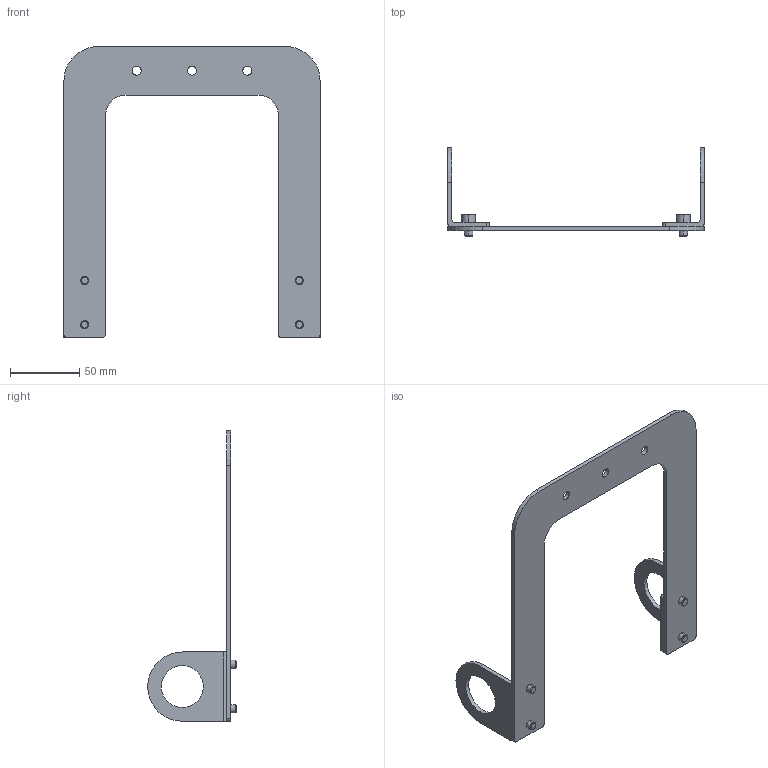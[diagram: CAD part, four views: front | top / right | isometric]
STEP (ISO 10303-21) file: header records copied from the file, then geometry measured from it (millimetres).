
FILE_DESCRIPTION((''),'2;1');
FILE_NAME('ZSB_SW0001','2012-03-29T',('dhelisch'),(''),'PRO/ENGINEER BY PARAMETRIC TECHNOLOGY CORPORATION, 2007250','PRO/ENGINEER BY PARAMETRIC TECHNOLOGY CORPORATION, 2007250','');
FILE_SCHEMA(('CONFIG_CONTROL_DESIGN'));
Length unit declared in the file: millimetre
Products named in the file (1): ZSB_SW0001
Bounding box: 185 x 64 x 210 mm (x, y, z)
Volume: 71344 mm3; surface area: 47225.6 mm2
Topology: 1 solids, 1 shells, 118 faces, 299 edges, 187 vertices
Faces by surface type: plane 51, cylinder 43, cone 16, torus 8
Entity records: 4410 total; most frequent: CARTESIAN_POINT 1100, DIRECTION 613, ORIENTED_EDGE 582, EDGE_CURVE 291, AXIS2_PLACEMENT_3D 228, VERTEX_POINT 187, VECTOR 157, LINE 157
